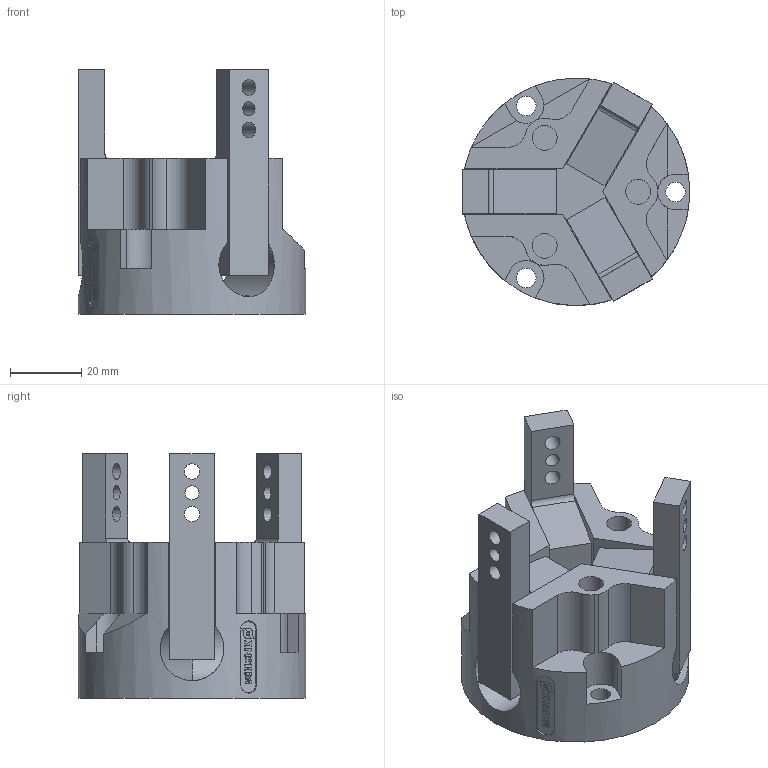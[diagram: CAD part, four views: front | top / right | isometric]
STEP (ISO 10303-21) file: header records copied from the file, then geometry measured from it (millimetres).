
FILE_DESCRIPTION( ( 'STEP AP214' ), '1' );
FILE_NAME( 'SCHUNK-0305206 SGW 64, 010.stp', '2020-05-13T13:15:17', ( 'License CC BY-ND 4.0' ), ( 'CADENAS' ), ' ', 'PARTsolutions', ' ' );
FILE_SCHEMA( ( 'AUTOMOTIVE_DESIGN { 1 0 10303 214 1 1 1 1 }' ) );
Length unit declared in the file: millimetre
Products named in the file (4): SCHUNK-0305206 SGW 64, 010; _SCHUNK-0305206 Gehaeuse SGW 64; _SCHUNK-9646133 Finger SGB 50; _SCHUNK-9905500 Typenschild 5x20x0.3
Assembly tree (5 placements, depth 2):
  SCHUNK-0305206 SGW 64, 010
    _SCHUNK-0305206 Gehaeuse SGW 64
    _SCHUNK-9646133 Finger SGB 50  x3
    _SCHUNK-9905500 Typenschild 5x20x0.3
Bounding box: 64 x 64 x 68.9 mm (x, y, z)
Volume: 96524.9 mm3; surface area: 34478.4 mm2
Topology: 5 solids, 5 shells, 227 faces, 620 edges, 416 vertices
Faces by surface type: plane 156, cylinder 71
Full cylindrical faces by diameter (mm): 0.864 x1, 1 x1, 2.459 x1, 3.242 x1, 4 x5, 4.1 x2, 4.4 x6, 5 x3, 5.5 x3, 7 x4, 9 x1, 18 x3, 64 x1
Entity records: 8117 total; most frequent: CARTESIAN_POINT 1535, DIRECTION 1025, ORIENTED_EDGE 992, EDGE_CURVE 496, LINE 345, VECTOR 345, VERTEX_POINT 344, AXIS2_PLACEMENT_3D 340
